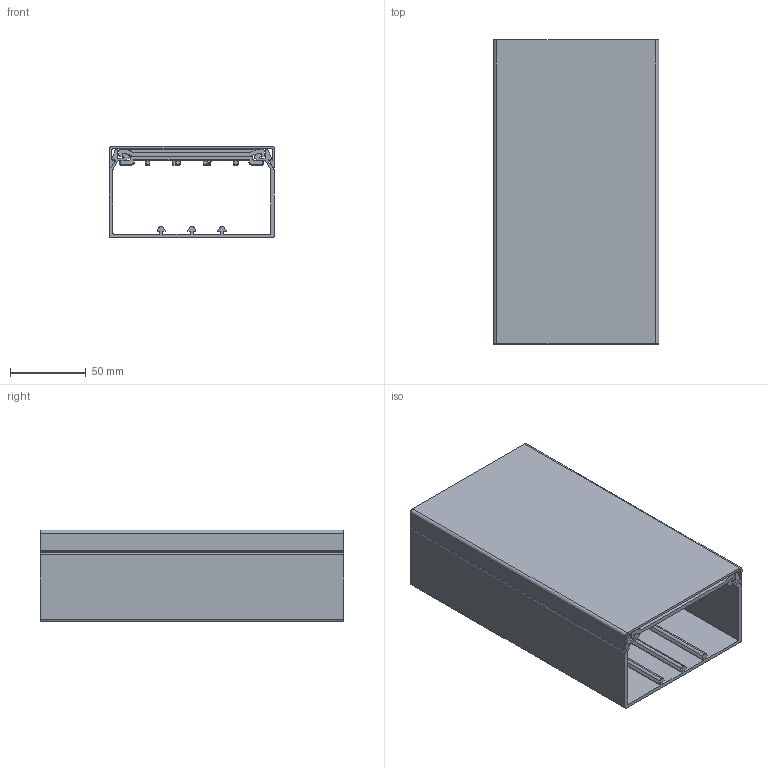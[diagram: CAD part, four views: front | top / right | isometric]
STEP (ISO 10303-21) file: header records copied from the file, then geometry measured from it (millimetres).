
FILE_DESCRIPTION (( 'STEP AP214' ), '1' );
FILE_NAME ('6022014.stp', '2016-08-09T13:18:41', ( '' ), ( '' ), 'SwSTEP 2.0', 'SolidWorks 2014', '' );
FILE_SCHEMA (( 'AUTOMOTIVE_DESIGN' ));
Length unit declared in the file: millimetre
Products named in the file (4): 6022014; Deckelklammer_110.1; Unterteil_60110; Deckel.1
Assembly tree (3 placements, depth 2):
  6022014
    Deckelklammer_110.1
    Unterteil_60110
    Deckel.1
Bounding box: 108.9 x 200 x 60.3 mm (x, y, z)
Volume: 178500 mm3; surface area: 170781.4 mm2
Topology: 3 solids, 3 shells, 373 faces, 1043 edges, 666 vertices
Faces by surface type: plane 192, cylinder 156, bspline 23, cone 2
Entity records: 16604 total; most frequent: CARTESIAN_POINT 2760, ORIENTED_EDGE 2068, DIRECTION 1989, EDGE_CURVE 1034, LINE 697, VECTOR 697, VERTEX_POINT 666, AXIS2_PLACEMENT_3D 646
